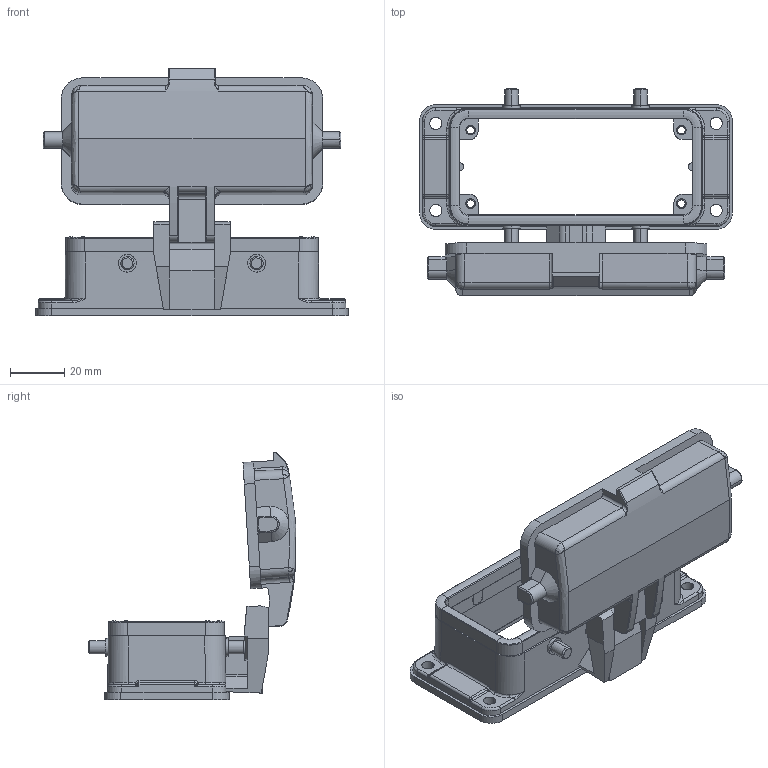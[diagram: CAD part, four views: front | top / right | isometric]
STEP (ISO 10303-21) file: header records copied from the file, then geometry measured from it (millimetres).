
FILE_DESCRIPTION (( 'STEP AP203' ), '1' );
FILE_NAME ('H16B-BK-4B-CV.STP', '2017-08-04T03:46:20', ( '微软用户' ), ( '微软中国' ), 'SwSTEP 2.0', 'SolidWorks 2012', '' );
FILE_SCHEMA (( 'CONFIG_CONTROL_DESIGN' ));
Length unit declared in the file: millimetre
Products named in the file (1): H16B-BK-4B-CV
Bounding box: 115 x 76.23 x 90.96 mm (x, y, z)
Volume: 59573.8 mm3; surface area: 46722.8 mm2
Topology: 1 solids, 1 shells, 730 faces, 1868 edges, 1148 vertices
Faces by surface type: plane 284, cylinder 278, bspline 98, torus 40, cone 22, sphere 8
Entity records: 27925 total; most frequent: CARTESIAN_POINT 11080, ORIENTED_EDGE 3720, DIRECTION 3261, EDGE_CURVE 1860, AXIS2_PLACEMENT_3D 1152, VERTEX_POINT 1148, VECTOR 957, LINE 957
